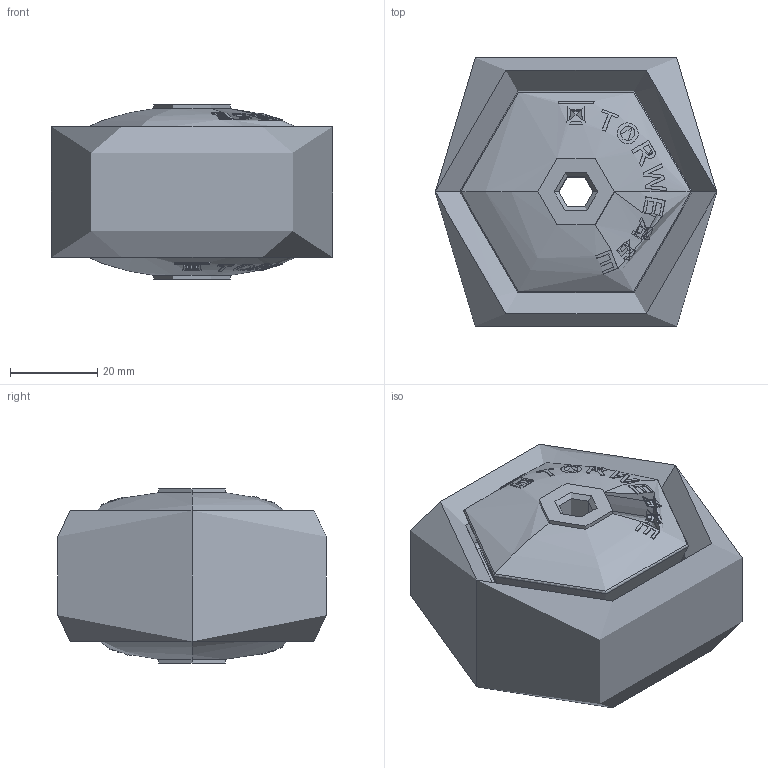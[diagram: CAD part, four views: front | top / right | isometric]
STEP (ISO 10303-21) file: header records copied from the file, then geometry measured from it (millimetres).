
FILE_DESCRIPTION (( 'STEP AP214' ), '1' );
FILE_NAME ('0034072.step', '2023-01-16T10:58:37', ( '' ), ( '' ), 'SwSTEP 2.0', 'SolidWorks 2020', '' );
FILE_SCHEMA (( 'AUTOMOTIVE_DESIGN' ));
Length unit declared in the file: millimetre
Products named in the file (1): 0034072
Bounding box: 64.5 x 61.52 x 40 mm (x, y, z)
Surface area: 22457.8 mm2 (no closed solid volume)
Topology: 0 solids, 3 shells, 296 faces, 798 edges, 522 vertices
Faces by surface type: bspline 222, torus 50, cone 12, cylinder 8, plane 4
Entity records: 24455 total; most frequent: CARTESIAN_POINT 15787, ORIENTED_EDGE 1524, EDGE_CURVE 796, B_SPLINE_CURVE_WITH_KNOTS 690, VERTEX_POINT 522, DIRECTION 330, EDGE_LOOP 330, UNCERTAINTY_MEASURE_WITH_UNIT 298
